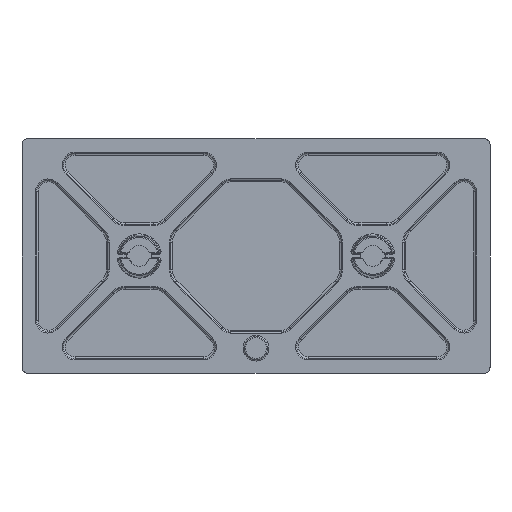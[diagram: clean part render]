
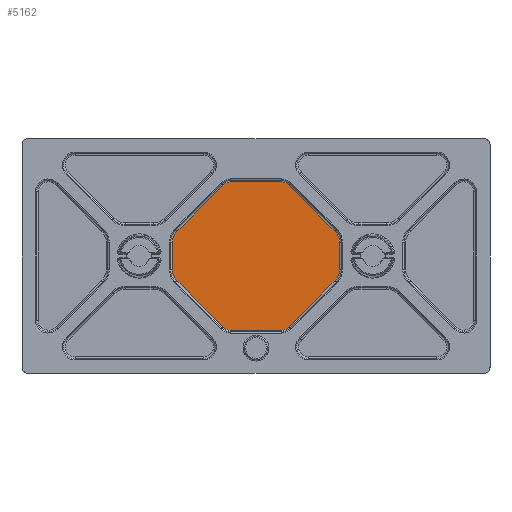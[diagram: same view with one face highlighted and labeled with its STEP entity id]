
A CAD part, top view. The second image highlights one B-rep face of the part: STEP entity #5162.
In plain terms, the highlighted planar face has unit normal (0, 0, 1).
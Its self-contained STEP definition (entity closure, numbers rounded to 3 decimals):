
#103=LINE('',#8436,#447);
#104=LINE('',#8440,#448);
#105=LINE('',#8444,#449);
#106=LINE('',#8448,#450);
#107=LINE('',#8452,#451);
#108=LINE('',#8456,#452);
#109=LINE('',#8460,#453);
#110=LINE('',#8463,#454);
#447=VECTOR('',#6418,8.8);
#448=VECTOR('',#6421,11.228);
#449=VECTOR('',#6424,4.715);
#450=VECTOR('',#6427,11.228);
#451=VECTOR('',#6430,8.8);
#452=VECTOR('',#6433,11.228);
#453=VECTOR('',#6436,4.715);
#454=VECTOR('',#6439,11.228);
#1110=PLANE('',#5586);
#1390=FACE_OUTER_BOUND('',#1742,.T.);
#1742=EDGE_LOOP('',(#3783,#3784,#3785,#3786,#3787,#3788,#3789,#3790,#3791,
#3792,#3793,#3794,#3795,#3796,#3797,#3798));
#2139=CIRCLE('',#5587,1.7);
#2140=CIRCLE('',#5588,1.7);
#2141=CIRCLE('',#5589,2.7);
#2142=CIRCLE('',#5590,2.7);
#2143=CIRCLE('',#5591,1.7);
#2144=CIRCLE('',#5592,1.7);
#2145=CIRCLE('',#5593,2.7);
#2146=CIRCLE('',#5594,2.7);
#2545=VERTEX_POINT('',#8432);
#2546=VERTEX_POINT('',#8433);
#2547=VERTEX_POINT('',#8435);
#2548=VERTEX_POINT('',#8437);
#2549=VERTEX_POINT('',#8439);
#2550=VERTEX_POINT('',#8441);
#2551=VERTEX_POINT('',#8443);
#2552=VERTEX_POINT('',#8445);
#2553=VERTEX_POINT('',#8447);
#2554=VERTEX_POINT('',#8449);
#2555=VERTEX_POINT('',#8451);
#2556=VERTEX_POINT('',#8453);
#2557=VERTEX_POINT('',#8455);
#2558=VERTEX_POINT('',#8457);
#2559=VERTEX_POINT('',#8459);
#2560=VERTEX_POINT('',#8461);
#3011=EDGE_CURVE('',#2545,#2546,#2139,.T.);
#3012=EDGE_CURVE('',#2546,#2547,#103,.T.);
#3013=EDGE_CURVE('',#2547,#2548,#2140,.T.);
#3014=EDGE_CURVE('',#2548,#2549,#104,.T.);
#3015=EDGE_CURVE('',#2549,#2550,#2141,.T.);
#3016=EDGE_CURVE('',#2550,#2551,#105,.T.);
#3017=EDGE_CURVE('',#2551,#2552,#2142,.T.);
#3018=EDGE_CURVE('',#2552,#2553,#106,.T.);
#3019=EDGE_CURVE('',#2553,#2554,#2143,.T.);
#3020=EDGE_CURVE('',#2554,#2555,#107,.T.);
#3021=EDGE_CURVE('',#2555,#2556,#2144,.T.);
#3022=EDGE_CURVE('',#2556,#2557,#108,.T.);
#3023=EDGE_CURVE('',#2557,#2558,#2145,.T.);
#3024=EDGE_CURVE('',#2558,#2559,#109,.T.);
#3025=EDGE_CURVE('',#2559,#2560,#2146,.T.);
#3026=EDGE_CURVE('',#2560,#2545,#110,.T.);
#3783=ORIENTED_EDGE('',*,*,#3011,.T.);
#3784=ORIENTED_EDGE('',*,*,#3012,.T.);
#3785=ORIENTED_EDGE('',*,*,#3013,.T.);
#3786=ORIENTED_EDGE('',*,*,#3014,.T.);
#3787=ORIENTED_EDGE('',*,*,#3015,.T.);
#3788=ORIENTED_EDGE('',*,*,#3016,.T.);
#3789=ORIENTED_EDGE('',*,*,#3017,.T.);
#3790=ORIENTED_EDGE('',*,*,#3018,.T.);
#3791=ORIENTED_EDGE('',*,*,#3019,.T.);
#3792=ORIENTED_EDGE('',*,*,#3020,.T.);
#3793=ORIENTED_EDGE('',*,*,#3021,.T.);
#3794=ORIENTED_EDGE('',*,*,#3022,.T.);
#3795=ORIENTED_EDGE('',*,*,#3023,.T.);
#3796=ORIENTED_EDGE('',*,*,#3024,.T.);
#3797=ORIENTED_EDGE('',*,*,#3025,.T.);
#3798=ORIENTED_EDGE('',*,*,#3026,.T.);
#5162=ADVANCED_FACE('',(#1390),#1110,.T.);
#5586=AXIS2_PLACEMENT_3D('',#8431,#6414,#6415);
#5587=AXIS2_PLACEMENT_3D('',#8434,#6416,#6417);
#5588=AXIS2_PLACEMENT_3D('',#8438,#6419,#6420);
#5589=AXIS2_PLACEMENT_3D('',#8442,#6422,#6423);
#5590=AXIS2_PLACEMENT_3D('',#8446,#6425,#6426);
#5591=AXIS2_PLACEMENT_3D('',#8450,#6428,#6429);
#5592=AXIS2_PLACEMENT_3D('',#8454,#6431,#6432);
#5593=AXIS2_PLACEMENT_3D('',#8458,#6434,#6435);
#5594=AXIS2_PLACEMENT_3D('',#8462,#6437,#6438);
#6414=DIRECTION('center_axis',(0.,0.,1.));
#6415=DIRECTION('ref_axis',(1.,0.,0.));
#6416=DIRECTION('center_axis',(0.,0.,1.));
#6417=DIRECTION('ref_axis',(0.,1.,0.));
#6418=DIRECTION('',(-1.,0.,0.));
#6419=DIRECTION('center_axis',(0.,0.,1.));
#6420=DIRECTION('ref_axis',(0.,1.,0.));
#6421=DIRECTION('',(-0.707,-0.707,0.));
#6422=DIRECTION('center_axis',(0.,0.,1.));
#6423=DIRECTION('ref_axis',(0.,1.,0.));
#6424=DIRECTION('',(0.,-1.,0.));
#6425=DIRECTION('center_axis',(0.,0.,1.));
#6426=DIRECTION('ref_axis',(0.,1.,0.));
#6427=DIRECTION('',(0.707,-0.707,0.));
#6428=DIRECTION('center_axis',(0.,0.,1.));
#6429=DIRECTION('ref_axis',(0.,1.,0.));
#6430=DIRECTION('',(1.,0.,0.));
#6431=DIRECTION('center_axis',(0.,0.,1.));
#6432=DIRECTION('ref_axis',(0.,1.,0.));
#6433=DIRECTION('',(0.707,0.707,0.));
#6434=DIRECTION('center_axis',(0.,0.,1.));
#6435=DIRECTION('ref_axis',(0.,1.,0.));
#6436=DIRECTION('',(0.,1.,0.));
#6437=DIRECTION('center_axis',(0.,0.,1.));
#6438=DIRECTION('ref_axis',(0.,1.,0.));
#6439=DIRECTION('',(-0.707,0.707,0.));
#8431=CARTESIAN_POINT('Origin',(19.75,-19.75,-1.6));
#8432=CARTESIAN_POINT('',(-14.398,12.206,-1.6));
#8433=CARTESIAN_POINT('',(-15.6,12.704,-1.6));
#8434=CARTESIAN_POINT('Origin',(-15.6,11.004,-1.6));
#8435=CARTESIAN_POINT('',(-24.4,12.704,-1.6));
#8436=CARTESIAN_POINT('',(-15.6,12.704,-1.6));
#8437=CARTESIAN_POINT('',(-25.602,12.206,-1.6));
#8438=CARTESIAN_POINT('Origin',(-24.4,11.004,-1.6));
#8439=CARTESIAN_POINT('',(-33.541,4.266,-1.6));
#8440=CARTESIAN_POINT('',(-25.602,12.206,-1.6));
#8441=CARTESIAN_POINT('',(-34.332,2.357,-1.6));
#8442=CARTESIAN_POINT('Origin',(-31.632,2.357,-1.6));
#8443=CARTESIAN_POINT('',(-34.332,-2.357,-1.6));
#8444=CARTESIAN_POINT('',(-34.332,2.357,-1.6));
#8445=CARTESIAN_POINT('',(-33.541,-4.266,-1.6));
#8446=CARTESIAN_POINT('Origin',(-31.632,-2.357,-1.6));
#8447=CARTESIAN_POINT('',(-25.602,-12.206,-1.6));
#8448=CARTESIAN_POINT('',(-33.541,-4.266,-1.6));
#8449=CARTESIAN_POINT('',(-24.4,-12.704,-1.6));
#8450=CARTESIAN_POINT('Origin',(-24.4,-11.004,-1.6));
#8451=CARTESIAN_POINT('',(-15.6,-12.704,-1.6));
#8452=CARTESIAN_POINT('',(-24.4,-12.704,-1.6));
#8453=CARTESIAN_POINT('',(-14.398,-12.206,-1.6));
#8454=CARTESIAN_POINT('Origin',(-15.6,-11.004,-1.6));
#8455=CARTESIAN_POINT('',(-6.459,-4.266,-1.6));
#8456=CARTESIAN_POINT('',(-14.398,-12.206,-1.6));
#8457=CARTESIAN_POINT('',(-5.668,-2.357,-1.6));
#8458=CARTESIAN_POINT('Origin',(-8.368,-2.357,-1.6));
#8459=CARTESIAN_POINT('',(-5.668,2.357,-1.6));
#8460=CARTESIAN_POINT('',(-5.668,-2.357,-1.6));
#8461=CARTESIAN_POINT('',(-6.459,4.266,-1.6));
#8462=CARTESIAN_POINT('Origin',(-8.368,2.357,-1.6));
#8463=CARTESIAN_POINT('',(-6.459,4.266,-1.6));
